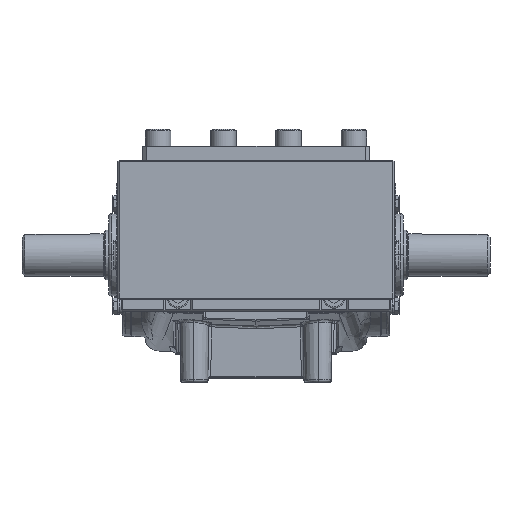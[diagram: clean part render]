
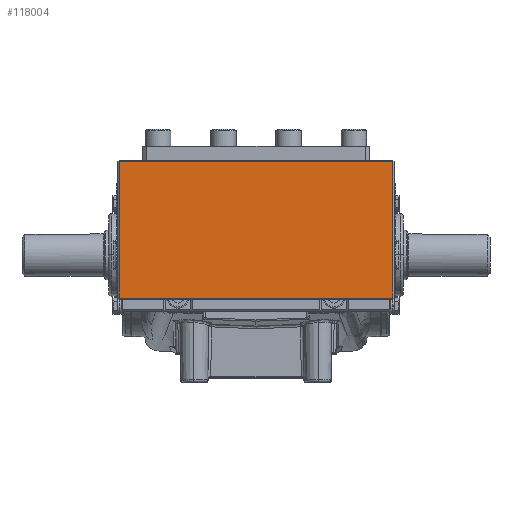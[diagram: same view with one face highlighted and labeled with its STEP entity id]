
A CAD part, top view. The second image highlights one B-rep face of the part: STEP entity #118004.
In plain terms, the highlighted planar face has unit normal (0, 0, 1).
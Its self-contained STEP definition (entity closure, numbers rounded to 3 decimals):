
#1266 = DIRECTION ( 'NONE',  ( 1., 0., 0. ) ) ;
#12219 = ORIENTED_EDGE ( 'NONE', *, *, #48816, .T. ) ;
#12979 = LINE ( 'NONE', #112121, #59683 ) ;
#13950 = VECTOR ( 'NONE', #37417, 1000. ) ;
#16100 = FACE_OUTER_BOUND ( 'NONE', #55677, .T. ) ;
#19769 = VERTEX_POINT ( 'NONE', #79739 ) ;
#27981 = CARTESIAN_POINT ( 'NONE',  ( -116.418, 63.007, 821. ) ) ;
#33106 = VERTEX_POINT ( 'NONE', #45448 ) ;
#37417 = DIRECTION ( 'NONE',  ( -1., 0., 0. ) ) ;
#38201 = EDGE_CURVE ( 'NONE', #33106, #51975, #104346, .T. ) ;
#39883 = VERTEX_POINT ( 'NONE', #103155 ) ;
#41245 = EDGE_CURVE ( 'NONE', #51975, #39883, #88270, .T. ) ;
#45448 = CARTESIAN_POINT ( 'NONE',  ( 77.582, -32.993, 821. ) ) ;
#47744 = PLANE ( 'NONE',  #109093 ) ;
#48816 = EDGE_CURVE ( 'NONE', #19769, #33106, #12979, .T. ) ;
#51047 = VECTOR ( 'NONE', #85525, 1000. ) ;
#51901 = VECTOR ( 'NONE', #84968, 1000. ) ;
#51975 = VERTEX_POINT ( 'NONE', #57053 ) ;
#54026 = LINE ( 'NONE', #57456, #51047 ) ;
#55677 = EDGE_LOOP ( 'NONE', ( #12219, #94446, #62842, #109561 ) ) ;
#57053 = CARTESIAN_POINT ( 'NONE',  ( 77.582, 63.007, 821. ) ) ;
#57148 = DIRECTION ( 'NONE',  ( 0., 0., 1. ) ) ;
#57456 = CARTESIAN_POINT ( 'NONE',  ( -115.418, -33.993, 821. ) ) ;
#59683 = VECTOR ( 'NONE', #102765, 1000. ) ;
#62842 = ORIENTED_EDGE ( 'NONE', *, *, #41245, .T. ) ;
#79739 = CARTESIAN_POINT ( 'NONE',  ( -115.418, -32.993, 821. ) ) ;
#84968 = DIRECTION ( 'NONE',  ( 0., 1., 0. ) ) ;
#85525 = DIRECTION ( 'NONE',  ( 0., -1., 0. ) ) ;
#88270 = LINE ( 'NONE', #27981, #13950 ) ;
#94446 = ORIENTED_EDGE ( 'NONE', *, *, #38201, .T. ) ;
#102765 = DIRECTION ( 'NONE',  ( 1., 0., 0. ) ) ;
#103155 = CARTESIAN_POINT ( 'NONE',  ( -115.418, 63.007, 821. ) ) ;
#104064 = CARTESIAN_POINT ( 'NONE',  ( 77.582, 64.007, 821. ) ) ;
#104346 = LINE ( 'NONE', #104064, #51901 ) ;
#109093 = AXIS2_PLACEMENT_3D ( 'NONE', #112847, #57148, #1266 ) ;
#109561 = ORIENTED_EDGE ( 'NONE', *, *, #114253, .T. ) ;
#112121 = CARTESIAN_POINT ( 'NONE',  ( 78.582, -32.993, 821. ) ) ;
#112847 = CARTESIAN_POINT ( 'NONE',  ( -116.418, 64.007, 821. ) ) ;
#114253 = EDGE_CURVE ( 'NONE', #39883, #19769, #54026, .T. ) ;
#118004 = ADVANCED_FACE ( 'NONE', ( #16100 ), #47744, .T. ) ;
